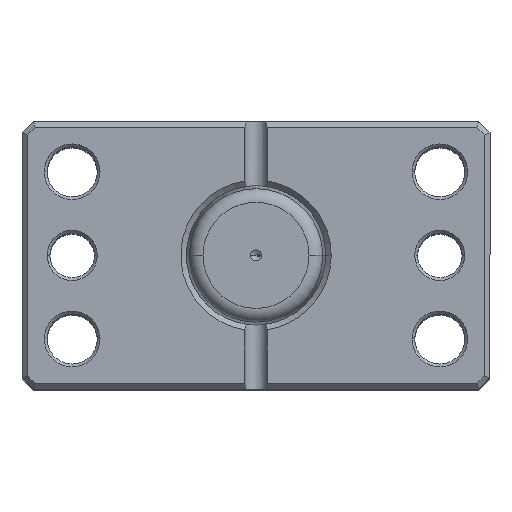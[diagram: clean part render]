
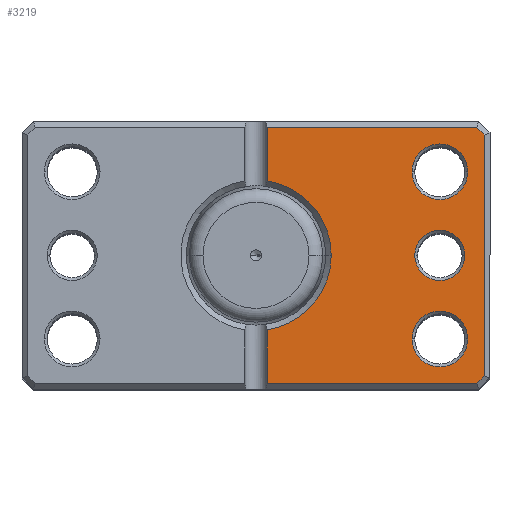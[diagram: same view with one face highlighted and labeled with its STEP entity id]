
A CAD part, top view. The second image highlights one B-rep face of the part: STEP entity #3219.
In plain terms, the highlighted face is planar.
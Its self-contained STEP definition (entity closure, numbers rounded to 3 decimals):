
#77 = CARTESIAN_POINT ( 'NONE',  ( 0., 0., 0. ) ) ;
#117 = LINE ( 'NONE', #1568, #6852 ) ;
#144 = ORIENTED_EDGE ( 'NONE', *, *, #1701, .T. ) ;
#413 = ORIENTED_EDGE ( 'NONE', *, *, #6098, .T. ) ;
#449 = CARTESIAN_POINT ( 'NONE',  ( -31.293, -31.293, 0. ) ) ;
#522 = CARTESIAN_POINT ( 'NONE',  ( -41., -21.586, 0. ) ) ;
#526 = CARTESIAN_POINT ( 'NONE',  ( 0., 23., 0. ) ) ;
#595 = VERTEX_POINT ( 'NONE', #4856 ) ;
#618 = DIRECTION ( 'NONE',  ( 1., 0., 0. ) ) ;
#711 = ORIENTED_EDGE ( 'NONE', *, *, #6920, .T. ) ;
#753 = VECTOR ( 'NONE', #2011, 1000. ) ;
#795 = VERTEX_POINT ( 'NONE', #6058 ) ;
#796 = EDGE_CURVE ( 'NONE', #5289, #1228, #2914, .T. ) ;
#813 = CARTESIAN_POINT ( 'NONE',  ( -37.5, 0., 0. ) ) ;
#964 = VERTEX_POINT ( 'NONE', #813 ) ;
#1075 = EDGE_CURVE ( 'NONE', #1504, #5289, #5606, .T. ) ;
#1088 = FACE_BOUND ( 'NONE', #5315, .T. ) ;
#1228 = VERTEX_POINT ( 'NONE', #3580 ) ;
#1288 = CARTESIAN_POINT ( 'NONE',  ( -33., 0., 0. ) ) ;
#1346 = ORIENTED_EDGE ( 'NONE', *, *, #5875, .T. ) ;
#1417 = EDGE_LOOP ( 'NONE', ( #3015, #4619 ) ) ;
#1420 = VERTEX_POINT ( 'NONE', #4801 ) ;
#1478 = CARTESIAN_POINT ( 'NONE',  ( -28.5, 0., 0. ) ) ;
#1504 = VERTEX_POINT ( 'NONE', #2053 ) ;
#1512 = CIRCLE ( 'NONE', #3058, 4.5 ) ;
#1566 = EDGE_CURVE ( 'NONE', #1904, #3426, #2190, .T. ) ;
#1568 = CARTESIAN_POINT ( 'NONE',  ( -41., 0., 0. ) ) ;
#1610 = CARTESIAN_POINT ( 'NONE',  ( 0., 0., 0. ) ) ;
#1624 = DIRECTION ( 'NONE',  ( 0., 0., 1. ) ) ;
#1635 = CARTESIAN_POINT ( 'NONE',  ( -2., -13.351, 0. ) ) ;
#1648 = CARTESIAN_POINT ( 'NONE',  ( 0., 0., 0. ) ) ;
#1701 = EDGE_CURVE ( 'NONE', #3420, #6703, #5688, .T. ) ;
#1708 = ORIENTED_EDGE ( 'NONE', *, *, #1566, .T. ) ;
#1712 = CIRCLE ( 'NONE', #2773, 5. ) ;
#1837 = ORIENTED_EDGE ( 'NONE', *, *, #2651, .T. ) ;
#1843 = DIRECTION ( 'NONE',  ( 1., 0., 0. ) ) ;
#1869 = CARTESIAN_POINT ( 'NONE',  ( -2., -23., 0. ) ) ;
#1904 = VERTEX_POINT ( 'NONE', #2939 ) ;
#1937 = VERTEX_POINT ( 'NONE', #3532 ) ;
#2011 = DIRECTION ( 'NONE',  ( 0.707, 0.707, 0. ) ) ;
#2053 = CARTESIAN_POINT ( 'NONE',  ( -2., 23., 0. ) ) ;
#2151 = DIRECTION ( 'NONE',  ( 1., 0., 0. ) ) ;
#2171 = EDGE_CURVE ( 'NONE', #6500, #795, #3625, .T. ) ;
#2184 = CARTESIAN_POINT ( 'NONE',  ( -39.586, 23., 0. ) ) ;
#2190 = LINE ( 'NONE', #5827, #753 ) ;
#2237 = DIRECTION ( 'NONE',  ( 0., 0., 1. ) ) ;
#2246 = ORIENTED_EDGE ( 'NONE', *, *, #1075, .T. ) ;
#2323 = CARTESIAN_POINT ( 'NONE',  ( -2., 24., 0. ) ) ;
#2373 = DIRECTION ( 'NONE',  ( 0., -1., 0. ) ) ;
#2557 = CARTESIAN_POINT ( 'NONE',  ( -33., 0., 0. ) ) ;
#2651 = EDGE_CURVE ( 'NONE', #6703, #1420, #3046, .T. ) ;
#2703 = FACE_BOUND ( 'NONE', #4554, .T. ) ;
#2704 = VECTOR ( 'NONE', #4298, 1000. ) ;
#2731 = CARTESIAN_POINT ( 'NONE',  ( 0., -23., 0. ) ) ;
#2773 = AXIS2_PLACEMENT_3D ( 'NONE', #5488, #2237, #6050 ) ;
#2833 = AXIS2_PLACEMENT_3D ( 'NONE', #1610, #5398, #2151 ) ;
#2899 = DIRECTION ( 'NONE',  ( 0., 0., 1. ) ) ;
#2914 = CIRCLE ( 'NONE', #4051, 13.5 ) ;
#2939 = CARTESIAN_POINT ( 'NONE',  ( -41., 21.586, 0. ) ) ;
#2977 = CARTESIAN_POINT ( 'NONE',  ( -33., -15., 0. ) ) ;
#2991 = LINE ( 'NONE', #449, #4427 ) ;
#3015 = ORIENTED_EDGE ( 'NONE', *, *, #6748, .T. ) ;
#3046 = LINE ( 'NONE', #2731, #3215 ) ;
#3058 = AXIS2_PLACEMENT_3D ( 'NONE', #1288, #5104, #1843 ) ;
#3075 = DIRECTION ( 'NONE',  ( 1., 0., 0. ) ) ;
#3103 = DIRECTION ( 'NONE',  ( 0., 0., 1. ) ) ;
#3111 = ORIENTED_EDGE ( 'NONE', *, *, #5439, .T. ) ;
#3117 = EDGE_CURVE ( 'NONE', #1228, #3420, #3553, .T. ) ;
#3167 = DIRECTION ( 'NONE',  ( 1., 0., 0. ) ) ;
#3215 = VECTOR ( 'NONE', #4363, 1000. ) ;
#3219 = ADVANCED_FACE ( 'NONE', ( #1088, #6723, #2703, #5248 ), #6577, .F. ) ;
#3384 = EDGE_CURVE ( 'NONE', #964, #5775, #1512, .T. ) ;
#3390 = AXIS2_PLACEMENT_3D ( 'NONE', #2557, #6368, #3075 ) ;
#3420 = VERTEX_POINT ( 'NONE', #1635 ) ;
#3426 = VERTEX_POINT ( 'NONE', #2184 ) ;
#3519 = DIRECTION ( 'NONE',  ( 1., 0., 0. ) ) ;
#3532 = CARTESIAN_POINT ( 'NONE',  ( -38., 15., 0. ) ) ;
#3553 = CIRCLE ( 'NONE', #2833, 13.5 ) ;
#3580 = CARTESIAN_POINT ( 'NONE',  ( -13.5, 0., 0. ) ) ;
#3625 = CIRCLE ( 'NONE', #5403, 5. ) ;
#3677 = LINE ( 'NONE', #526, #2704 ) ;
#3851 = DIRECTION ( 'NONE',  ( 0., 0., 1. ) ) ;
#3979 = VECTOR ( 'NONE', #6720, 1000. ) ;
#4051 = AXIS2_PLACEMENT_3D ( 'NONE', #1648, #1624, #3167 ) ;
#4169 = ORIENTED_EDGE ( 'NONE', *, *, #5815, .T. ) ;
#4182 = AXIS2_PLACEMENT_3D ( 'NONE', #6399, #3103, #6956 ) ;
#4205 = ORIENTED_EDGE ( 'NONE', *, *, #5739, .T. ) ;
#4225 = VECTOR ( 'NONE', #2373, 1000. ) ;
#4298 = DIRECTION ( 'NONE',  ( 1., 0., 0. ) ) ;
#4311 = AXIS2_PLACEMENT_3D ( 'NONE', #2977, #6811, #3519 ) ;
#4363 = DIRECTION ( 'NONE',  ( -1., 0., 0. ) ) ;
#4427 = VECTOR ( 'NONE', #6398, 1000. ) ;
#4554 = EDGE_LOOP ( 'NONE', ( #711, #413 ) ) ;
#4618 = CARTESIAN_POINT ( 'NONE',  ( -2., 13.351, 0. ) ) ;
#4619 = ORIENTED_EDGE ( 'NONE', *, *, #2171, .T. ) ;
#4797 = CARTESIAN_POINT ( 'NONE',  ( -28., -15., 0. ) ) ;
#4801 = CARTESIAN_POINT ( 'NONE',  ( -39.586, -23., 0. ) ) ;
#4809 = ORIENTED_EDGE ( 'NONE', *, *, #3384, .T. ) ;
#4856 = CARTESIAN_POINT ( 'NONE',  ( -28., 15., 0. ) ) ;
#5104 = DIRECTION ( 'NONE',  ( 0., 0., 1. ) ) ;
#5248 = FACE_OUTER_BOUND ( 'NONE', #5727, .T. ) ;
#5289 = VERTEX_POINT ( 'NONE', #4618 ) ;
#5315 = EDGE_LOOP ( 'NONE', ( #4809, #4205 ) ) ;
#5365 = DIRECTION ( 'NONE',  ( 0., 1., 0. ) ) ;
#5398 = DIRECTION ( 'NONE',  ( 0., 0., 1. ) ) ;
#5403 = AXIS2_PLACEMENT_3D ( 'NONE', #6181, #2899, #6740 ) ;
#5439 = EDGE_CURVE ( 'NONE', #3426, #1504, #3677, .T. ) ;
#5488 = CARTESIAN_POINT ( 'NONE',  ( -33., 15., 0. ) ) ;
#5606 = LINE ( 'NONE', #6415, #3979 ) ;
#5688 = LINE ( 'NONE', #2323, #4225 ) ;
#5693 = CIRCLE ( 'NONE', #3390, 4.5 ) ;
#5727 = EDGE_LOOP ( 'NONE', ( #2246, #6620, #6885, #144, #1837, #4169, #1346, #1708, #3111 ) ) ;
#5739 = EDGE_CURVE ( 'NONE', #5775, #964, #5693, .T. ) ;
#5775 = VERTEX_POINT ( 'NONE', #1478 ) ;
#5778 = AXIS2_PLACEMENT_3D ( 'NONE', #77, #3851, #618 ) ;
#5815 = EDGE_CURVE ( 'NONE', #1420, #5915, #2991, .T. ) ;
#5827 = CARTESIAN_POINT ( 'NONE',  ( -31.293, 31.293, 0. ) ) ;
#5875 = EDGE_CURVE ( 'NONE', #5915, #1904, #117, .T. ) ;
#5900 = CIRCLE ( 'NONE', #4182, 5. ) ;
#5915 = VERTEX_POINT ( 'NONE', #522 ) ;
#6050 = DIRECTION ( 'NONE',  ( 1., 0., 0. ) ) ;
#6058 = CARTESIAN_POINT ( 'NONE',  ( -38., -15., 0. ) ) ;
#6098 = EDGE_CURVE ( 'NONE', #595, #1937, #1712, .T. ) ;
#6181 = CARTESIAN_POINT ( 'NONE',  ( -33., -15., 0. ) ) ;
#6368 = DIRECTION ( 'NONE',  ( 0., 0., 1. ) ) ;
#6398 = DIRECTION ( 'NONE',  ( -0.707, 0.707, 0. ) ) ;
#6399 = CARTESIAN_POINT ( 'NONE',  ( -33., 15., 0. ) ) ;
#6415 = CARTESIAN_POINT ( 'NONE',  ( -2., 24., 0. ) ) ;
#6417 = CIRCLE ( 'NONE', #4311, 5. ) ;
#6500 = VERTEX_POINT ( 'NONE', #4797 ) ;
#6577 = PLANE ( 'NONE',  #5778 ) ;
#6620 = ORIENTED_EDGE ( 'NONE', *, *, #796, .T. ) ;
#6703 = VERTEX_POINT ( 'NONE', #1869 ) ;
#6720 = DIRECTION ( 'NONE',  ( 0., -1., 0. ) ) ;
#6723 = FACE_BOUND ( 'NONE', #1417, .T. ) ;
#6740 = DIRECTION ( 'NONE',  ( 1., 0., 0. ) ) ;
#6748 = EDGE_CURVE ( 'NONE', #795, #6500, #6417, .T. ) ;
#6811 = DIRECTION ( 'NONE',  ( 0., 0., 1. ) ) ;
#6852 = VECTOR ( 'NONE', #5365, 1000. ) ;
#6885 = ORIENTED_EDGE ( 'NONE', *, *, #3117, .T. ) ;
#6920 = EDGE_CURVE ( 'NONE', #1937, #595, #5900, .T. ) ;
#6956 = DIRECTION ( 'NONE',  ( 1., 0., 0. ) ) ;
